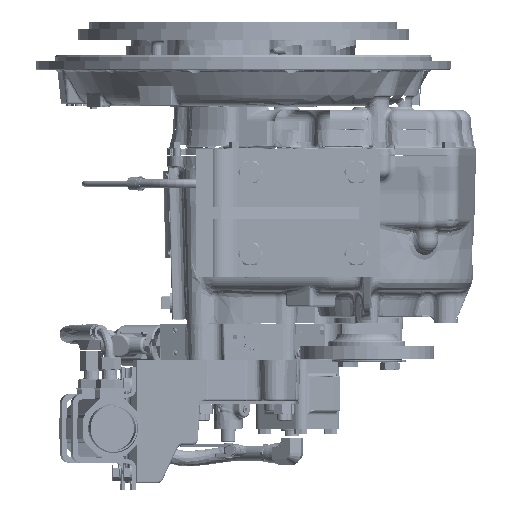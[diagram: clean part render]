
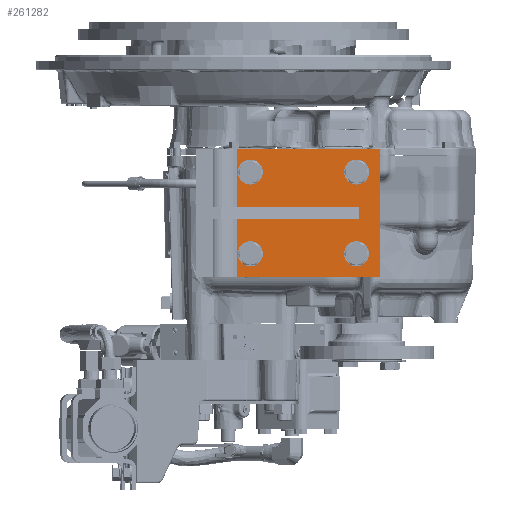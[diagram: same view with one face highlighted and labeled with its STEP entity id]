
A CAD part, left-side view. The second image highlights one B-rep face of the part: STEP entity #261282.
In plain terms, the highlighted planar face has unit normal (-1, 0, 0).
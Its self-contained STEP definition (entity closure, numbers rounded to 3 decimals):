
#22261 = CARTESIAN_POINT ( 'NONE',  ( -167.641, -148.463, -235.029 ) ) ;
#22266 = PLANE ( 'NONE',  #51743 ) ;
#22317 = DIRECTION ( 'NONE',  ( 1., 0., 0. ) ) ;
#22323 = DIRECTION ( 'NONE',  ( 0., 1., 0. ) ) ;
#51743 = AXIS2_PLACEMENT_3D ( 'NONE', #22261, #22317, #22323 ) ;
#60291 = EDGE_LOOP ( 'NONE', ( #132478, #132481 ) ) ;
#60293 = EDGE_LOOP ( 'NONE', ( #132485, #132488 ) ) ;
#60295 = EDGE_LOOP ( 'NONE', ( #132492, #132495 ) ) ;
#60296 = EDGE_LOOP ( 'NONE', ( #132498, #132503, #132506, #132510 ) ) ;
#60316 = EDGE_LOOP ( 'NONE', ( #132469, #132473 ) ) ;
#64759 = VERTEX_POINT ( 'NONE', #182022 ) ;
#64761 = VERTEX_POINT ( 'NONE', #182028 ) ;
#64763 = VERTEX_POINT ( 'NONE', #181970 ) ;
#64765 = VERTEX_POINT ( 'NONE', #181998 ) ;
#64766 = VERTEX_POINT ( 'NONE', #182043 ) ;
#64768 = VERTEX_POINT ( 'NONE', #182049 ) ;
#64770 = VERTEX_POINT ( 'NONE', #182054 ) ;
#64774 = VERTEX_POINT ( 'NONE', #182059 ) ;
#64777 = VERTEX_POINT ( 'NONE', #182005 ) ;
#64779 = VERTEX_POINT ( 'NONE', #182032 ) ;
#64780 = VERTEX_POINT ( 'NONE', #182075 ) ;
#64783 = VERTEX_POINT ( 'NONE', #182081 ) ;
#126159 = VECTOR ( 'NONE', #221394, 1000. ) ;
#126183 = CIRCLE ( 'NONE', #230427, 8.731 ) ;
#126188 = LINE ( 'NONE', #221391, #126159 ) ;
#126193 = CIRCLE ( 'NONE', #230434, 8.731 ) ;
#126196 = VECTOR ( 'NONE', #221492, 1000. ) ;
#126203 = VECTOR ( 'NONE', #221526, 1000. ) ;
#126213 = CIRCLE ( 'NONE', #230436, 8.731 ) ;
#126217 = CIRCLE ( 'NONE', #230441, 8.731 ) ;
#126220 = LINE ( 'NONE', #221489, #126196 ) ;
#126223 = CIRCLE ( 'NONE', #230431, 8.731 ) ;
#126228 = CIRCLE ( 'NONE', #230446, 8.731 ) ;
#126232 = CIRCLE ( 'NONE', #230448, 8.731 ) ;
#126235 = LINE ( 'NONE', #221462, #126241 ) ;
#126238 = CIRCLE ( 'NONE', #230443, 8.731 ) ;
#126241 = VECTOR ( 'NONE', #221502, 1000. ) ;
#126251 = LINE ( 'NONE', #221486, #126203 ) ;
#132469 = ORIENTED_EDGE ( 'NONE', *, *, #275155, .F. ) ;
#132473 = ORIENTED_EDGE ( 'NONE', *, *, #275150, .F. ) ;
#132478 = ORIENTED_EDGE ( 'NONE', *, *, #275161, .F. ) ;
#132481 = ORIENTED_EDGE ( 'NONE', *, *, #275137, .F. ) ;
#132485 = ORIENTED_EDGE ( 'NONE', *, *, #275146, .F. ) ;
#132488 = ORIENTED_EDGE ( 'NONE', *, *, #275133, .F. ) ;
#132492 = ORIENTED_EDGE ( 'NONE', *, *, #275167, .F. ) ;
#132495 = ORIENTED_EDGE ( 'NONE', *, *, #275172, .F. ) ;
#132498 = ORIENTED_EDGE ( 'NONE', *, *, #275141, .F. ) ;
#132503 = ORIENTED_EDGE ( 'NONE', *, *, #275176, .T. ) ;
#132506 = ORIENTED_EDGE ( 'NONE', *, *, #275182, .T. ) ;
#132510 = ORIENTED_EDGE ( 'NONE', *, *, #275178, .F. ) ;
#181970 = CARTESIAN_POINT ( 'NONE',  ( -167.641, -123.19, -200.898 ) ) ;
#181998 = CARTESIAN_POINT ( 'NONE',  ( -167.641, -123.19, -218.36 ) ) ;
#182005 = CARTESIAN_POINT ( 'NONE',  ( -167.641, -7.62, -200.898 ) ) ;
#182022 = CARTESIAN_POINT ( 'NONE',  ( -167.641, 7.112, -235.029 ) ) ;
#182028 = CARTESIAN_POINT ( 'NONE',  ( -167.641, 7.112, -95.329 ) ) ;
#182032 = CARTESIAN_POINT ( 'NONE',  ( -167.641, -7.62, -218.36 ) ) ;
#182043 = CARTESIAN_POINT ( 'NONE',  ( -167.641, -123.19, -111.998 ) ) ;
#182049 = CARTESIAN_POINT ( 'NONE',  ( -167.641, -123.19, -129.46 ) ) ;
#182054 = CARTESIAN_POINT ( 'NONE',  ( -167.641, -7.62, -111.998 ) ) ;
#182059 = CARTESIAN_POINT ( 'NONE',  ( -167.641, -7.62, -129.46 ) ) ;
#182075 = CARTESIAN_POINT ( 'NONE',  ( -167.641, -148.463, -235.029 ) ) ;
#182081 = CARTESIAN_POINT ( 'NONE',  ( -167.641, -148.463, -95.329 ) ) ;
#221329 = CARTESIAN_POINT ( 'NONE',  ( -167.641, -7.62, -120.729 ) ) ;
#221345 = DIRECTION ( 'NONE',  ( -1., 0., 0. ) ) ;
#221348 = DIRECTION ( 'NONE',  ( 0., 0., 1. ) ) ;
#221352 = CARTESIAN_POINT ( 'NONE',  ( -167.641, -123.19, -120.729 ) ) ;
#221367 = DIRECTION ( 'NONE',  ( -1., 0., 0. ) ) ;
#221371 = DIRECTION ( 'NONE',  ( 0., 0., 1. ) ) ;
#221378 = CARTESIAN_POINT ( 'NONE',  ( -167.641, -7.62, -120.729 ) ) ;
#221391 = CARTESIAN_POINT ( 'NONE',  ( -167.641, 7.112, -165.179 ) ) ;
#221394 = DIRECTION ( 'NONE',  ( 0., 0., 1. ) ) ;
#221398 = CARTESIAN_POINT ( 'NONE',  ( -167.641, -123.19, -209.629 ) ) ;
#221414 = DIRECTION ( 'NONE',  ( -1., 0., 0. ) ) ;
#221418 = DIRECTION ( 'NONE',  ( 0., 0., 1. ) ) ;
#221424 = CARTESIAN_POINT ( 'NONE',  ( -167.641, -123.19, -120.729 ) ) ;
#221428 = DIRECTION ( 'NONE',  ( -1., 0., 0. ) ) ;
#221431 = DIRECTION ( 'NONE',  ( 0., 0., 1. ) ) ;
#221435 = CARTESIAN_POINT ( 'NONE',  ( -167.641, -123.19, -209.629 ) ) ;
#221439 = CARTESIAN_POINT ( 'NONE',  ( -167.641, -7.62, -209.629 ) ) ;
#221442 = DIRECTION ( 'NONE',  ( -1., 0., 0. ) ) ;
#221446 = DIRECTION ( 'NONE',  ( 0., 0., 1. ) ) ;
#221453 = DIRECTION ( 'NONE',  ( -1., 0., 0. ) ) ;
#221456 = DIRECTION ( 'NONE',  ( 0., 0., 1. ) ) ;
#221462 = CARTESIAN_POINT ( 'NONE',  ( -167.641, -48.451, -95.329 ) ) ;
#221465 = DIRECTION ( 'NONE',  ( -1., 0., 0. ) ) ;
#221469 = DIRECTION ( 'NONE',  ( 0., 0., 1. ) ) ;
#221473 = CARTESIAN_POINT ( 'NONE',  ( -167.641, -7.62, -209.629 ) ) ;
#221479 = DIRECTION ( 'NONE',  ( -1., 0., 0. ) ) ;
#221482 = DIRECTION ( 'NONE',  ( 0., 0., 1. ) ) ;
#221486 = CARTESIAN_POINT ( 'NONE',  ( -167.641, -148.463, -165.179 ) ) ;
#221489 = CARTESIAN_POINT ( 'NONE',  ( -167.641, -48.451, -235.029 ) ) ;
#221492 = DIRECTION ( 'NONE',  ( 0., -1., 0. ) ) ;
#221502 = DIRECTION ( 'NONE',  ( 0., -1., 0. ) ) ;
#221526 = DIRECTION ( 'NONE',  ( 0., 0., 1. ) ) ;
#230427 = AXIS2_PLACEMENT_3D ( 'NONE', #221329, #221345, #221348 ) ;
#230431 = AXIS2_PLACEMENT_3D ( 'NONE', #221435, #221442, #221446 ) ;
#230434 = AXIS2_PLACEMENT_3D ( 'NONE', #221352, #221367, #221371 ) ;
#230436 = AXIS2_PLACEMENT_3D ( 'NONE', #221378, #221414, #221418 ) ;
#230441 = AXIS2_PLACEMENT_3D ( 'NONE', #221398, #221428, #221431 ) ;
#230443 = AXIS2_PLACEMENT_3D ( 'NONE', #221473, #221479, #221482 ) ;
#230446 = AXIS2_PLACEMENT_3D ( 'NONE', #221424, #221453, #221456 ) ;
#230448 = AXIS2_PLACEMENT_3D ( 'NONE', #221439, #221465, #221469 ) ;
#261282 = ADVANCED_FACE ( 'NONE', ( #302186, #302194, #302196, #302198, #302187 ), #22266, .F. ) ;
#275133 = EDGE_CURVE ( 'NONE', #64774, #64770, #126183, .T. ) ;
#275137 = EDGE_CURVE ( 'NONE', #64768, #64766, #126193, .T. ) ;
#275141 = EDGE_CURVE ( 'NONE', #64759, #64761, #126188, .T. ) ;
#275146 = EDGE_CURVE ( 'NONE', #64770, #64774, #126213, .T. ) ;
#275150 = EDGE_CURVE ( 'NONE', #64765, #64763, #126217, .T. ) ;
#275155 = EDGE_CURVE ( 'NONE', #64763, #64765, #126223, .T. ) ;
#275161 = EDGE_CURVE ( 'NONE', #64766, #64768, #126228, .T. ) ;
#275167 = EDGE_CURVE ( 'NONE', #64777, #64779, #126232, .T. ) ;
#275172 = EDGE_CURVE ( 'NONE', #64779, #64777, #126238, .T. ) ;
#275176 = EDGE_CURVE ( 'NONE', #64759, #64780, #126220, .T. ) ;
#275178 = EDGE_CURVE ( 'NONE', #64761, #64783, #126235, .T. ) ;
#275182 = EDGE_CURVE ( 'NONE', #64780, #64783, #126251, .T. ) ;
#302186 = FACE_BOUND ( 'NONE', #60316, .T. ) ;
#302187 = FACE_OUTER_BOUND ( 'NONE', #60296, .T. ) ;
#302194 = FACE_BOUND ( 'NONE', #60291, .T. ) ;
#302196 = FACE_BOUND ( 'NONE', #60293, .T. ) ;
#302198 = FACE_BOUND ( 'NONE', #60295, .T. ) ;
